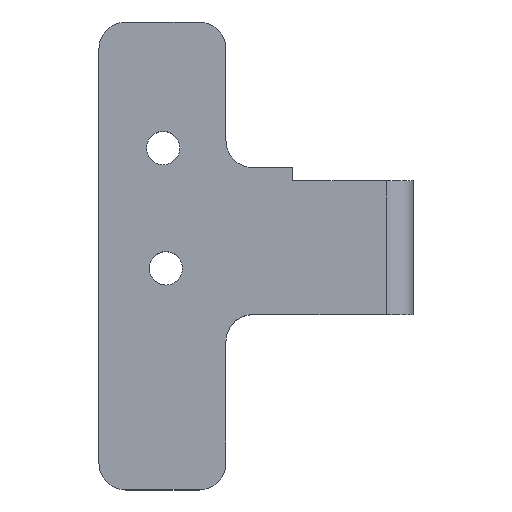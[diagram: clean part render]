
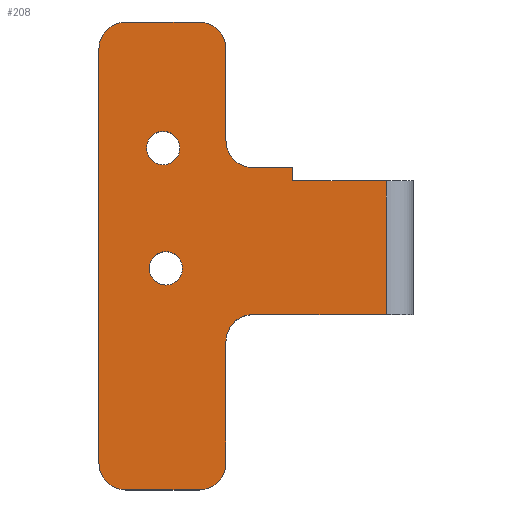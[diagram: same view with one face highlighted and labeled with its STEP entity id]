
A CAD part, top view. The second image highlights one B-rep face of the part: STEP entity #208.
In plain terms, the highlighted planar face has unit normal (0, 0, 1).
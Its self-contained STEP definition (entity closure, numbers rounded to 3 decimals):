
#27=CARTESIAN_POINT('',(0.,0.,48.5));
#28=DIRECTION('',(0.,0.,1.));
#29=DIRECTION('',(1.,0.,0.));
#30=AXIS2_PLACEMENT_3D('',#27,#28,#29);
#31=PLANE('',#30);
#32=CARTESIAN_POINT('',(2.195,14.429,48.5));
#33=VERTEX_POINT('',#32);
#34=CARTESIAN_POINT('',(2.195,45.429,48.5));
#35=VERTEX_POINT('',#34);
#36=CARTESIAN_POINT('',(2.195,14.429,48.5));
#37=DIRECTION('',(-0.,1.,0.));
#38=VECTOR('',#37,31.);
#39=LINE('',#36,#38);
#40=EDGE_CURVE('',#33,#35,#39,.T.);
#41=ORIENTED_EDGE('',*,*,#40,.F.);
#42=CARTESIAN_POINT('',(4.195,12.429,48.5));
#43=VERTEX_POINT('',#42);
#44=CARTESIAN_POINT('',(4.195,14.429,48.5));
#45=DIRECTION('',(0.,0.,1.));
#46=DIRECTION('',(1.,0.,-0.));
#47=AXIS2_PLACEMENT_3D('',#44,#45,#46);
#48=CIRCLE('',#47,2.);
#49=EDGE_CURVE('',#33,#43,#48,.T.);
#50=ORIENTED_EDGE('',*,*,#49,.T.);
#51=CARTESIAN_POINT('',(9.695,12.429,48.5));
#52=VERTEX_POINT('',#51);
#53=CARTESIAN_POINT('',(9.695,12.429,48.5));
#54=DIRECTION('',(-1.,-0.,0.));
#55=VECTOR('',#54,5.5);
#56=LINE('',#53,#55);
#57=EDGE_CURVE('',#52,#43,#56,.T.);
#58=ORIENTED_EDGE('',*,*,#57,.F.);
#59=CARTESIAN_POINT('',(11.695,14.429,48.5));
#60=VERTEX_POINT('',#59);
#61=CARTESIAN_POINT('',(9.695,14.429,48.5));
#62=DIRECTION('',(0.,0.,1.));
#63=DIRECTION('',(1.,0.,-0.));
#64=AXIS2_PLACEMENT_3D('',#61,#62,#63);
#65=CIRCLE('',#64,2.);
#66=EDGE_CURVE('',#52,#60,#65,.T.);
#67=ORIENTED_EDGE('',*,*,#66,.T.);
#68=CARTESIAN_POINT('',(11.695,23.541,48.5));
#69=VERTEX_POINT('',#68);
#70=CARTESIAN_POINT('',(11.695,23.541,48.5));
#71=DIRECTION('',(0.,-1.,0.));
#72=VECTOR('',#71,9.112);
#73=LINE('',#70,#72);
#74=EDGE_CURVE('',#69,#60,#73,.T.);
#75=ORIENTED_EDGE('',*,*,#74,.F.);
#76=CARTESIAN_POINT('',(13.695,25.541,48.5));
#77=VERTEX_POINT('',#76);
#78=CARTESIAN_POINT('',(13.695,23.541,48.5));
#79=DIRECTION('',(-0.,-0.,-1.));
#80=DIRECTION('',(1.,0.,-0.));
#81=AXIS2_PLACEMENT_3D('',#78,#79,#80);
#82=CIRCLE('',#81,2.);
#83=EDGE_CURVE('',#69,#77,#82,.T.);
#84=ORIENTED_EDGE('',*,*,#83,.T.);
#85=CARTESIAN_POINT('',(23.695,25.541,48.5));
#86=VERTEX_POINT('',#85);
#87=CARTESIAN_POINT('',(23.695,25.541,48.5));
#88=DIRECTION('',(-1.,0.,0.));
#89=VECTOR('',#88,10.);
#90=LINE('',#87,#89);
#91=EDGE_CURVE('',#86,#77,#90,.T.);
#92=ORIENTED_EDGE('',*,*,#91,.F.);
#93=CARTESIAN_POINT('',(23.695,35.541,48.5));
#94=VERTEX_POINT('',#93);
#95=CARTESIAN_POINT('',(23.695,25.541,48.5));
#96=DIRECTION('',(-0.,1.,-0.));
#97=VECTOR('',#96,10.);
#98=LINE('',#95,#97);
#99=EDGE_CURVE('',#86,#94,#98,.T.);
#100=ORIENTED_EDGE('',*,*,#99,.T.);
#101=CARTESIAN_POINT('',(16.695,35.541,48.5));
#102=VERTEX_POINT('',#101);
#103=CARTESIAN_POINT('',(16.695,35.541,48.5));
#104=DIRECTION('',(1.,0.,-0.));
#105=VECTOR('',#104,7.);
#106=LINE('',#103,#105);
#107=EDGE_CURVE('',#102,#94,#106,.T.);
#108=ORIENTED_EDGE('',*,*,#107,.F.);
#109=CARTESIAN_POINT('',(16.695,36.541,48.5));
#110=VERTEX_POINT('',#109);
#111=CARTESIAN_POINT('',(16.695,36.541,48.5));
#112=DIRECTION('',(0.,-1.,0.));
#113=VECTOR('',#112,1.);
#114=LINE('',#111,#113);
#115=EDGE_CURVE('',#110,#102,#114,.T.);
#116=ORIENTED_EDGE('',*,*,#115,.F.);
#117=CARTESIAN_POINT('',(13.695,36.541,48.5));
#118=VERTEX_POINT('',#117);
#119=CARTESIAN_POINT('',(13.695,36.541,48.5));
#120=DIRECTION('',(1.,0.,-0.));
#121=VECTOR('',#120,3.);
#122=LINE('',#119,#121);
#123=EDGE_CURVE('',#118,#110,#122,.T.);
#124=ORIENTED_EDGE('',*,*,#123,.F.);
#125=CARTESIAN_POINT('',(11.695,38.541,48.5));
#126=VERTEX_POINT('',#125);
#127=CARTESIAN_POINT('',(13.695,38.541,48.5));
#128=DIRECTION('',(-0.,-0.,-1.));
#129=DIRECTION('',(1.,0.,-0.));
#130=AXIS2_PLACEMENT_3D('',#127,#128,#129);
#131=CIRCLE('',#130,2.);
#132=EDGE_CURVE('',#118,#126,#131,.T.);
#133=ORIENTED_EDGE('',*,*,#132,.T.);
#134=CARTESIAN_POINT('',(11.695,45.429,48.5));
#135=VERTEX_POINT('',#134);
#136=CARTESIAN_POINT('',(11.695,45.429,48.5));
#137=DIRECTION('',(0.,-1.,0.));
#138=VECTOR('',#137,6.888);
#139=LINE('',#136,#138);
#140=EDGE_CURVE('',#135,#126,#139,.T.);
#141=ORIENTED_EDGE('',*,*,#140,.F.);
#142=CARTESIAN_POINT('',(9.695,47.429,48.5));
#143=VERTEX_POINT('',#142);
#144=CARTESIAN_POINT('',(9.695,45.429,48.5));
#145=DIRECTION('',(0.,0.,1.));
#146=DIRECTION('',(1.,0.,-0.));
#147=AXIS2_PLACEMENT_3D('',#144,#145,#146);
#148=CIRCLE('',#147,2.);
#149=EDGE_CURVE('',#135,#143,#148,.T.);
#150=ORIENTED_EDGE('',*,*,#149,.T.);
#151=CARTESIAN_POINT('',(4.195,47.429,48.5));
#152=VERTEX_POINT('',#151);
#153=CARTESIAN_POINT('',(4.195,47.429,48.5));
#154=DIRECTION('',(1.,0.,-0.));
#155=VECTOR('',#154,5.5);
#156=LINE('',#153,#155);
#157=EDGE_CURVE('',#152,#143,#156,.T.);
#158=ORIENTED_EDGE('',*,*,#157,.F.);
#159=CARTESIAN_POINT('',(4.195,45.429,48.5));
#160=DIRECTION('',(0.,0.,1.));
#161=DIRECTION('',(1.,0.,-0.));
#162=AXIS2_PLACEMENT_3D('',#159,#160,#161);
#163=CIRCLE('',#162,2.);
#164=EDGE_CURVE('',#152,#35,#163,.T.);
#165=ORIENTED_EDGE('',*,*,#164,.T.);
#166=EDGE_LOOP('',(#41,#50,#58,#67,#75,#84,#92,#100,#108,#116,#124,#133,#141,#150,#158,#165));
#167=FACE_BOUND('',#166,.T.);
#168=CARTESIAN_POINT('',(8.25,38.,48.5));
#169=VERTEX_POINT('',#168);
#170=CARTESIAN_POINT('',(5.75,38.,48.5));
#171=VERTEX_POINT('',#170);
#172=CARTESIAN_POINT('',(7.,38.,48.5));
#173=DIRECTION('',(-0.,-0.,-1.));
#174=DIRECTION('',(1.,0.,-0.));
#175=AXIS2_PLACEMENT_3D('',#172,#173,#174);
#176=CIRCLE('',#175,1.25);
#177=EDGE_CURVE('',#169,#171,#176,.T.);
#178=ORIENTED_EDGE('',*,*,#177,.T.);
#179=CARTESIAN_POINT('',(7.,38.,48.5));
#180=DIRECTION('',(-0.,-0.,-1.));
#181=DIRECTION('',(1.,0.,-0.));
#182=AXIS2_PLACEMENT_3D('',#179,#180,#181);
#183=CIRCLE('',#182,1.25);
#184=EDGE_CURVE('',#171,#169,#183,.T.);
#185=ORIENTED_EDGE('',*,*,#184,.T.);
#186=EDGE_LOOP('',(#178,#185));
#187=FACE_BOUND('',#186,.T.);
#188=CARTESIAN_POINT('',(8.45,29.,48.5));
#189=VERTEX_POINT('',#188);
#190=CARTESIAN_POINT('',(5.95,29.,48.5));
#191=VERTEX_POINT('',#190);
#192=CARTESIAN_POINT('',(7.2,29.,48.5));
#193=DIRECTION('',(-0.,-0.,-1.));
#194=DIRECTION('',(1.,0.,-0.));
#195=AXIS2_PLACEMENT_3D('',#192,#193,#194);
#196=CIRCLE('',#195,1.25);
#197=EDGE_CURVE('',#189,#191,#196,.T.);
#198=ORIENTED_EDGE('',*,*,#197,.T.);
#199=CARTESIAN_POINT('',(7.2,29.,48.5));
#200=DIRECTION('',(-0.,-0.,-1.));
#201=DIRECTION('',(1.,0.,-0.));
#202=AXIS2_PLACEMENT_3D('',#199,#200,#201);
#203=CIRCLE('',#202,1.25);
#204=EDGE_CURVE('',#191,#189,#203,.T.);
#205=ORIENTED_EDGE('',*,*,#204,.T.);
#206=EDGE_LOOP('',(#198,#205));
#207=FACE_BOUND('',#206,.T.);
#208=ADVANCED_FACE('',(#167,#187,#207),#31,.T.);
